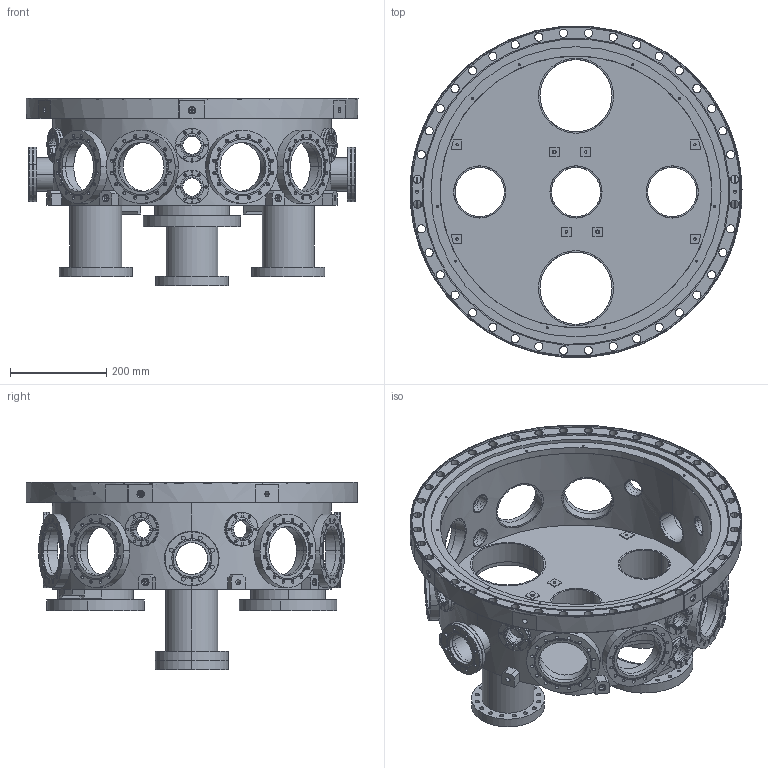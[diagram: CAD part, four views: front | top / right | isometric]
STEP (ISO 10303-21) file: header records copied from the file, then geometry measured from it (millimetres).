
FILE_DESCRIPTION((''),'2;1');
FILE_NAME('NP70-01-4250_ASM','2018-09-17T',('dseddon'),(''),'CREO PARAMETRIC BY PTC INC, 2015380','CREO PARAMETRIC BY PTC INC, 2015380','');
FILE_SCHEMA(('CONFIG_CONTROL_DESIGN'));
Length unit declared in the file: millimetre
Products named in the file (17): NP70-01-4251_AF0; NP70-01-4252; NP70-01-4253; DN40-CF-WELD-FLANGE-TAPPED; NP70-01-4254; NP70-01-1757; NP70-01-1759; NP70-01-3093; NP70-01-1771; DN100-CF-FLANGE-WELDABLE; DN160-CF-FLANGE; DN600-COF-FLANGE-FEMALE_AF0; NP70-01-4255; NP70-01-4256; NP70-01-4257; DN100-CF-FLANGE-WELDABLE-TAPPED; NP70-01-4250_ASM
Assembly tree (56 placements, depth 2):
  NP70-01-4250_ASM
    NP70-01-4251_AF0
    NP70-01-4252  x8
    NP70-01-4253  x8
    DN40-CF-WELD-FLANGE-TAPPED  x8
    NP70-01-4254  x2
    NP70-01-1757  x2
    NP70-01-1759
    NP70-01-3093  x2
    NP70-01-1771  x2
    DN100-CF-FLANGE-WELDABLE  x3
    DN160-CF-FLANGE  x2
    DN600-COF-FLANGE-FEMALE_AF0
    NP70-01-4255  x4
    NP70-01-4256  x2
    NP70-01-4257  x2
    DN100-CF-FLANGE-WELDABLE-TAPPED  x8
Bounding box: 689.94 x 688.83 x 390.5 mm (x, y, z)
Volume: 11824299.7 mm3; surface area: 2847151.3 mm2
Topology: 56 solids, 56 shells, 1757 faces, 4439 edges, 2847 vertices
Faces by surface type: cylinder 1210, plane 300, cone 187, torus 60
Entity records: 24329 total; most frequent: CARTESIAN_POINT 5487, DIRECTION 4104, ORIENTED_EDGE 3562, EDGE_CURVE 1781, AXIS2_PLACEMENT_3D 1683, VERTEX_POINT 1162, EDGE_LOOP 1069, CIRCLE 899
